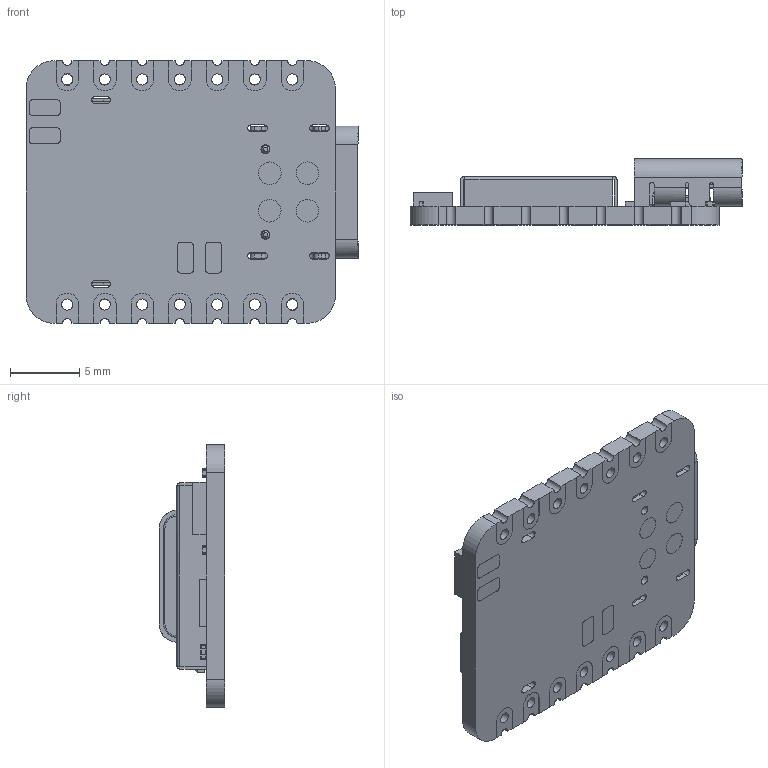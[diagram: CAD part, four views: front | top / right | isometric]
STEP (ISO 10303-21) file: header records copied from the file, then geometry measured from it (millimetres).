
FILE_DESCRIPTION(('FreeCAD Model'),'2;1');
FILE_NAME('Open CASCADE Shape Model','2025-04-30T10:07:20',('FreeCAD'),( 'FreeCAD'),'Open CASCADE STEP processor 7.6','FreeCAD','Unknown');
FILE_SCHEMA(('AUTOMOTIVE_DESIGN { 1 0 10303 214 1 1 1 1 }'));
Products named in the file (1): Open CASCADE STEP translator 7.6 1
Bounding box: 24 x 4.76 x 18.98 mm (x, y, z)
Volume: 753.8 mm3; surface area: 2561.4 mm2
Topology: 85 solids, 89 shells, 2672 faces, 7044 edges, 4646 vertices
Faces by surface type: bspline 2672
Entity records: 77455 total; most frequent: CARTESIAN_POINT 34197, ORIENTED_EDGE 14072, EDGE_CURVE 7036, B_SPLINE_CURVE_WITH_KNOTS 6536, VERTEX_POINT 4646, FACE_BOUND 2850, EDGE_LOOP 2850, ADVANCED_FACE 2672
